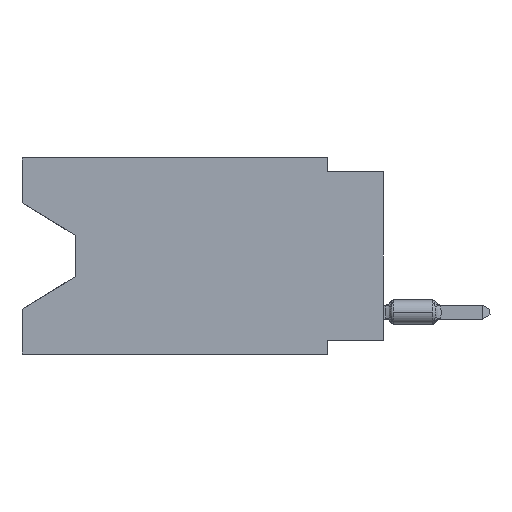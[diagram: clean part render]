
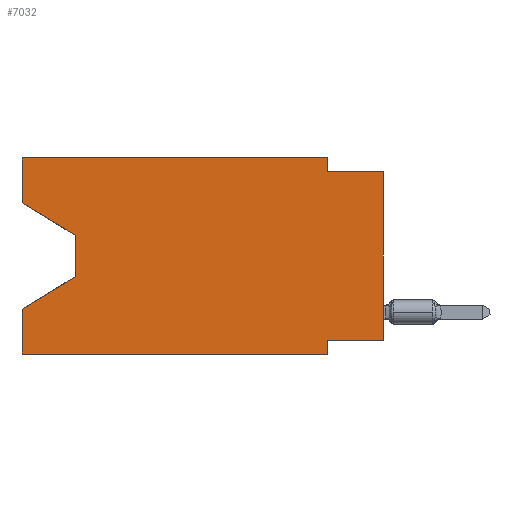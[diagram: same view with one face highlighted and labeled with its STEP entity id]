
A CAD part, left-side view. The second image highlights one B-rep face of the part: STEP entity #7032.
In plain terms, the highlighted planar face has unit normal (-1, 0, 0).
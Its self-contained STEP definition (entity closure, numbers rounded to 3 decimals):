
#79 = VERTEX_POINT ( 'NONE', #21146 ) ;
#708 = LINE ( 'NONE', #25809, #7818 ) ;
#724 = DIRECTION ( 'NONE',  ( 0., 0., -1. ) ) ;
#840 = CARTESIAN_POINT ( 'NONE',  ( 0., 16.383, 0. ) ) ;
#992 = CARTESIAN_POINT ( 'NONE',  ( 0., 16.383, 0. ) ) ;
#1087 = LINE ( 'NONE', #9674, #21955 ) ;
#1460 = VERTEX_POINT ( 'NONE', #13411 ) ;
#1711 = DIRECTION ( 'NONE',  ( 0., 1., 0. ) ) ;
#1722 = EDGE_CURVE ( 'NONE', #79, #15729, #18991, .T. ) ;
#1853 = CARTESIAN_POINT ( 'NONE',  ( 0., 2.54, -0.635 ) ) ;
#2189 = CARTESIAN_POINT ( 'NONE',  ( 0., 16.383, 0. ) ) ;
#2327 = DIRECTION ( 'NONE',  ( 0., 0., 1. ) ) ;
#2912 = DIRECTION ( 'NONE',  ( 1., 0., 0. ) ) ;
#2997 = DIRECTION ( 'NONE',  ( 0., -0.855, -0.519 ) ) ;
#3158 = DIRECTION ( 'NONE',  ( 0., 0., -1. ) ) ;
#3430 = ORIENTED_EDGE ( 'NONE', *, *, #14710, .F. ) ;
#3682 = CARTESIAN_POINT ( 'NONE',  ( 0., 0., -8.255 ) ) ;
#3962 = ORIENTED_EDGE ( 'NONE', *, *, #1722, .T. ) ;
#3988 = LINE ( 'NONE', #24992, #22601 ) ;
#4092 = EDGE_CURVE ( 'NONE', #7573, #25647, #708, .T. ) ;
#4279 = CARTESIAN_POINT ( 'NONE',  ( 0., 16.383, 0. ) ) ;
#4332 = LINE ( 'NONE', #10614, #14129 ) ;
#5071 = VECTOR ( 'NONE', #3158, 1000. ) ;
#5991 = CARTESIAN_POINT ( 'NONE',  ( 0., 2.54, 0. ) ) ;
#6173 = ORIENTED_EDGE ( 'NONE', *, *, #18932, .F. ) ;
#7032 = ADVANCED_FACE ( 'NONE', ( #19821 ), #21596, .F. ) ;
#7047 = VECTOR ( 'NONE', #2327, 1000. ) ;
#7573 = VERTEX_POINT ( 'NONE', #3682 ) ;
#7818 = VECTOR ( 'NONE', #25942, 1000. ) ;
#7835 = VERTEX_POINT ( 'NONE', #11664 ) ;
#8187 = VERTEX_POINT ( 'NONE', #4279 ) ;
#8336 = VECTOR ( 'NONE', #21453, 1000. ) ;
#8747 = DIRECTION ( 'NONE',  ( 0., 0.855, -0.519 ) ) ;
#9674 = CARTESIAN_POINT ( 'NONE',  ( 0., 16.383, -2.038 ) ) ;
#10229 = LINE ( 'NONE', #5991, #11118 ) ;
#10432 = CARTESIAN_POINT ( 'NONE',  ( 0., 0., -8.255 ) ) ;
#10455 = LINE ( 'NONE', #18384, #14218 ) ;
#10614 = CARTESIAN_POINT ( 'NONE',  ( 0., 16.383, -8.89 ) ) ;
#11118 = VECTOR ( 'NONE', #22149, 1000. ) ;
#11664 = CARTESIAN_POINT ( 'NONE',  ( 0., 13.97, -3.505 ) ) ;
#11780 = EDGE_CURVE ( 'NONE', #19138, #17189, #10229, .T. ) ;
#11971 = DIRECTION ( 'NONE',  ( 0., -1., 0. ) ) ;
#12042 = DIRECTION ( 'NONE',  ( 0., -1., 0. ) ) ;
#12426 = LINE ( 'NONE', #2189, #7047 ) ;
#12989 = VERTEX_POINT ( 'NONE', #24859 ) ;
#13201 = EDGE_CURVE ( 'NONE', #7835, #79, #21842, .T. ) ;
#13385 = CARTESIAN_POINT ( 'NONE',  ( 0., 13.97, -3.505 ) ) ;
#13411 = CARTESIAN_POINT ( 'NONE',  ( 0., 16.383, -2.038 ) ) ;
#14129 = VECTOR ( 'NONE', #25330, 1000. ) ;
#14172 = ORIENTED_EDGE ( 'NONE', *, *, #25106, .F. ) ;
#14218 = VECTOR ( 'NONE', #11971, 1000. ) ;
#14710 = EDGE_CURVE ( 'NONE', #26795, #18232, #3988, .T. ) ;
#15143 = ORIENTED_EDGE ( 'NONE', *, *, #19210, .F. ) ;
#15729 = VERTEX_POINT ( 'NONE', #19189 ) ;
#15866 = VECTOR ( 'NONE', #12042, 1000. ) ;
#15910 = EDGE_CURVE ( 'NONE', #7573, #26795, #18500, .T. ) ;
#16292 = EDGE_CURVE ( 'NONE', #8187, #19138, #19969, .T. ) ;
#16955 = CARTESIAN_POINT ( 'NONE',  ( 0., 0., -0.635 ) ) ;
#17189 = VERTEX_POINT ( 'NONE', #1853 ) ;
#17350 = LINE ( 'NONE', #840, #8336 ) ;
#17721 = CARTESIAN_POINT ( 'NONE',  ( 0., 2.54, -8.255 ) ) ;
#17742 = ORIENTED_EDGE ( 'NONE', *, *, #22050, .T. ) ;
#18232 = VERTEX_POINT ( 'NONE', #22223 ) ;
#18384 = CARTESIAN_POINT ( 'NONE',  ( 0., 0., -0.635 ) ) ;
#18500 = LINE ( 'NONE', #10432, #19953 ) ;
#18779 = AXIS2_PLACEMENT_3D ( 'NONE', #992, #2912, #724 ) ;
#18932 = EDGE_CURVE ( 'NONE', #1460, #8187, #17350, .T. ) ;
#18991 = LINE ( 'NONE', #25248, #23242 ) ;
#19138 = VERTEX_POINT ( 'NONE', #26352 ) ;
#19189 = CARTESIAN_POINT ( 'NONE',  ( 0., 16.383, -6.852 ) ) ;
#19210 = EDGE_CURVE ( 'NONE', #12989, #15729, #12426, .T. ) ;
#19821 = FACE_OUTER_BOUND ( 'NONE', #22476, .T. ) ;
#19953 = VECTOR ( 'NONE', #1711, 1000. ) ;
#19969 = LINE ( 'NONE', #22683, #15866 ) ;
#20035 = ORIENTED_EDGE ( 'NONE', *, *, #4092, .T. ) ;
#20047 = ORIENTED_EDGE ( 'NONE', *, *, #13201, .T. ) ;
#21146 = CARTESIAN_POINT ( 'NONE',  ( 0., 13.97, -5.385 ) ) ;
#21453 = DIRECTION ( 'NONE',  ( 0., 0., 1. ) ) ;
#21596 = PLANE ( 'NONE',  #18779 ) ;
#21842 = LINE ( 'NONE', #13385, #5071 ) ;
#21955 = VECTOR ( 'NONE', #2997, 1000. ) ;
#22050 = EDGE_CURVE ( 'NONE', #1460, #7835, #1087, .T. ) ;
#22149 = DIRECTION ( 'NONE',  ( 0., 0., -1. ) ) ;
#22223 = CARTESIAN_POINT ( 'NONE',  ( 0., 2.54, -8.89 ) ) ;
#22413 = EDGE_CURVE ( 'NONE', #12989, #18232, #4332, .T. ) ;
#22435 = ORIENTED_EDGE ( 'NONE', *, *, #22413, .T. ) ;
#22476 = EDGE_LOOP ( 'NONE', ( #17742, #20047, #3962, #15143, #22435, #3430, #25769, #20035, #14172, #23807, #26905, #6173 ) ) ;
#22601 = VECTOR ( 'NONE', #25120, 1000. ) ;
#22683 = CARTESIAN_POINT ( 'NONE',  ( 0., 16.383, 0. ) ) ;
#23242 = VECTOR ( 'NONE', #8747, 1000. ) ;
#23807 = ORIENTED_EDGE ( 'NONE', *, *, #11780, .F. ) ;
#24859 = CARTESIAN_POINT ( 'NONE',  ( 0., 16.383, -8.89 ) ) ;
#24992 = CARTESIAN_POINT ( 'NONE',  ( 0., 2.54, -8.89 ) ) ;
#25106 = EDGE_CURVE ( 'NONE', #17189, #25647, #10455, .T. ) ;
#25120 = DIRECTION ( 'NONE',  ( 0., 0., -1. ) ) ;
#25248 = CARTESIAN_POINT ( 'NONE',  ( 0., 13.97, -5.385 ) ) ;
#25330 = DIRECTION ( 'NONE',  ( 0., -1., 0. ) ) ;
#25647 = VERTEX_POINT ( 'NONE', #16955 ) ;
#25769 = ORIENTED_EDGE ( 'NONE', *, *, #15910, .F. ) ;
#25809 = CARTESIAN_POINT ( 'NONE',  ( 0., 0., 0. ) ) ;
#25942 = DIRECTION ( 'NONE',  ( 0., 0., 1. ) ) ;
#26352 = CARTESIAN_POINT ( 'NONE',  ( 0., 2.54, 0. ) ) ;
#26795 = VERTEX_POINT ( 'NONE', #17721 ) ;
#26905 = ORIENTED_EDGE ( 'NONE', *, *, #16292, .F. ) ;
